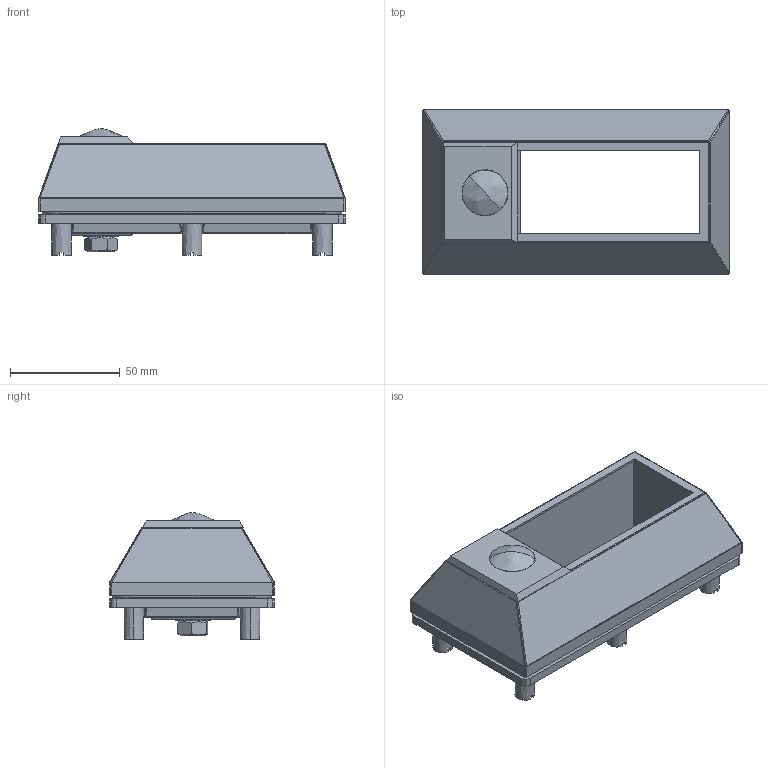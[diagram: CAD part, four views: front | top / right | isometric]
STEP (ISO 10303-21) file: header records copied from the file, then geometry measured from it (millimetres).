
FILE_DESCRIPTION((''),'2;1');
FILE_NAME('CF_8.stp','2009-05-22T11:50:15',('JE BOHLIN'),('Roxtec International AB'),'Mechanical Desktop 2005','Mechanical Desktop 2005',', , ');
FILE_SCHEMA(('CONFIG_CONTROL_DESIGN'));
Length unit declared in the file: millimetre
Products named in the file (13): S1003078; RAM; MOTRAM; PACKNING; SKRUV; MUTTER; ~SUB1; ~S1000372; ~~PART1; ~~~PART1; ~HEX NUT - ISO 4032 - M8; ~WASHER - ISO 7089 - 8 - 140 HV; ~CUP HEAD SQUARE NECK BOLT - ISO 8678 - M8X50
Assembly tree (22 placements, depth 3):
  S1003078
    RAM
    MOTRAM
    PACKNING
    SKRUV  x6
    MUTTER  x6
    ~SUB1
      ~S1000372
      ~~PART1
      ~~~PART1
      ~HEX NUT - ISO 4032 - M8
      ~WASHER - ISO 7089 - 8 - 140 HV
      ~CUP HEAD SQUARE NECK BOLT - ISO 8678 - M8X50
Bounding box: 140 x 75 x 57.79 mm (x, y, z)
Surface area: 77454.3 mm2 (no closed solid volume)
Topology: 0 solids, 0 shells, 466 faces, 2238 edges, 2212 vertices
Faces by surface type: bspline 466
Entity records: 21691 total; most frequent: CARTESIAN_POINT 15929, COMPOSITE_CURVE_SEGMENT 1850, QUASI_UNIFORM_CURVE 1565, PCURVE 784, CURVE_BOUNDED_SURFACE 376, OUTER_BOUNDARY_CURVE 358, B_SPLINE_CURVE_WITH_KNOTS 245, QUASI_UNIFORM_SURFACE 144
